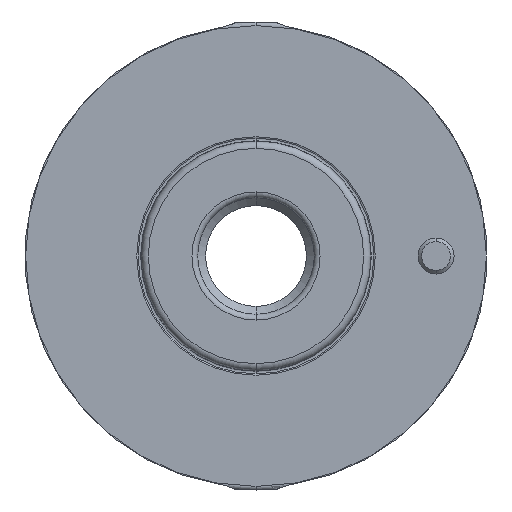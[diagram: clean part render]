
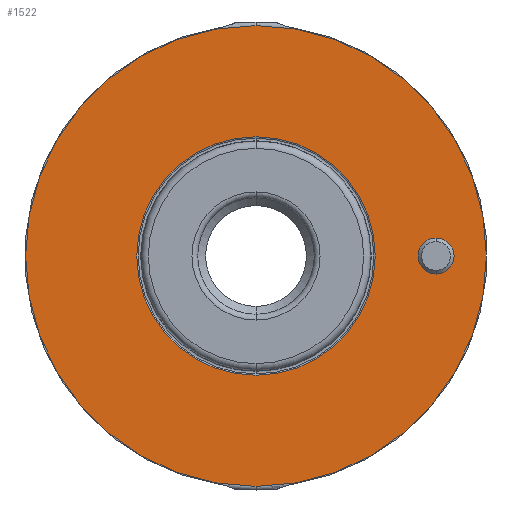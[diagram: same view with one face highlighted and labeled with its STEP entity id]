
A CAD part, front view. The second image highlights one B-rep face of the part: STEP entity #1522.
In plain terms, the highlighted planar face has unit normal (0, -1, 0).
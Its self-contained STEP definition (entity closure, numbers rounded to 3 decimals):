
#12 = CIRCLE ( 'NONE', #297, 16.563 ) ;
#170 = DIRECTION ( 'NONE',  ( 0., 0., 1. ) ) ;
#197 = AXIS2_PLACEMENT_3D ( 'NONE', #2068, #1278, #818 ) ;
#228 = ORIENTED_EDGE ( 'NONE', *, *, #2462, .F. ) ;
#282 = DIRECTION ( 'NONE',  ( 0., 0., 1. ) ) ;
#291 = VERTEX_POINT ( 'NONE', #2560 ) ;
#297 = AXIS2_PLACEMENT_3D ( 'NONE', #497, #301, #282 ) ;
#301 = DIRECTION ( 'NONE',  ( 0., 1., 0. ) ) ;
#337 = FACE_BOUND ( 'NONE', #912, .T. ) ;
#348 = EDGE_LOOP ( 'NONE', ( #228, #813 ) ) ;
#444 = DIRECTION ( 'NONE',  ( 0., 0., 1. ) ) ;
#470 = ORIENTED_EDGE ( 'NONE', *, *, #1024, .T. ) ;
#495 = AXIS2_PLACEMENT_3D ( 'NONE', #2365, #2152, #444 ) ;
#497 = CARTESIAN_POINT ( 'NONE',  ( 0., 24.8, 0. ) ) ;
#616 = CARTESIAN_POINT ( 'NONE',  ( 25., 24.8, 2.5 ) ) ;
#663 = ORIENTED_EDGE ( 'NONE', *, *, #1643, .T. ) ;
#700 = VERTEX_POINT ( 'NONE', #1555 ) ;
#800 = EDGE_CURVE ( 'NONE', #2565, #906, #1875, .T. ) ;
#813 = ORIENTED_EDGE ( 'NONE', *, *, #2180, .F. ) ;
#818 = DIRECTION ( 'NONE',  ( 0., 0., 1. ) ) ;
#848 = EDGE_LOOP ( 'NONE', ( #2734, #663 ) ) ;
#906 = VERTEX_POINT ( 'NONE', #1640 ) ;
#912 = EDGE_LOOP ( 'NONE', ( #470, #2550 ) ) ;
#1024 = EDGE_CURVE ( 'NONE', #906, #2565, #2605, .T. ) ;
#1026 = AXIS2_PLACEMENT_3D ( 'NONE', #1880, #1027, #1256 ) ;
#1027 = DIRECTION ( 'NONE',  ( 0., 1., 0. ) ) ;
#1073 = DIRECTION ( 'NONE',  ( 0., 1., 0. ) ) ;
#1111 = VERTEX_POINT ( 'NONE', #1346 ) ;
#1132 = DIRECTION ( 'NONE',  ( 0., 0., 1. ) ) ;
#1248 = FACE_OUTER_BOUND ( 'NONE', #348, .T. ) ;
#1256 = DIRECTION ( 'NONE',  ( 0., 0., 1. ) ) ;
#1278 = DIRECTION ( 'NONE',  ( 0., 1., 0. ) ) ;
#1285 = AXIS2_PLACEMENT_3D ( 'NONE', #2296, #2082, #170 ) ;
#1346 = CARTESIAN_POINT ( 'NONE',  ( 0., 24.8, -32. ) ) ;
#1356 = CARTESIAN_POINT ( 'NONE',  ( 0., 24.8, -16.563 ) ) ;
#1426 = PLANE ( 'NONE',  #197 ) ;
#1522 = ADVANCED_FACE ( 'NONE', ( #337, #1248, #1826 ), #1426, .F. ) ;
#1527 = DIRECTION ( 'NONE',  ( 0., 1., 0. ) ) ;
#1555 = CARTESIAN_POINT ( 'NONE',  ( 0., 24.8, 32. ) ) ;
#1557 = CARTESIAN_POINT ( 'NONE',  ( 0., 24.8, 0. ) ) ;
#1636 = VERTEX_POINT ( 'NONE', #1356 ) ;
#1640 = CARTESIAN_POINT ( 'NONE',  ( 25., 24.8, -2.5 ) ) ;
#1643 = EDGE_CURVE ( 'NONE', #291, #1636, #1669, .T. ) ;
#1669 = CIRCLE ( 'NONE', #2388, 16.563 ) ;
#1826 = FACE_BOUND ( 'NONE', #848, .T. ) ;
#1875 = CIRCLE ( 'NONE', #1285, 2.5 ) ;
#1880 = CARTESIAN_POINT ( 'NONE',  ( 0., 24.8, 0. ) ) ;
#1884 = CARTESIAN_POINT ( 'NONE',  ( 0., 24.8, 0. ) ) ;
#1933 = AXIS2_PLACEMENT_3D ( 'NONE', #1884, #1073, #2561 ) ;
#2068 = CARTESIAN_POINT ( 'NONE',  ( 16.563, 24.8, 0. ) ) ;
#2082 = DIRECTION ( 'NONE',  ( 0., 1., 0. ) ) ;
#2132 = CIRCLE ( 'NONE', #1933, 32. ) ;
#2152 = DIRECTION ( 'NONE',  ( 0., 1., 0. ) ) ;
#2180 = EDGE_CURVE ( 'NONE', #1111, #700, #2132, .T. ) ;
#2296 = CARTESIAN_POINT ( 'NONE',  ( 25., 24.8, 0. ) ) ;
#2365 = CARTESIAN_POINT ( 'NONE',  ( 25., 24.8, 0. ) ) ;
#2388 = AXIS2_PLACEMENT_3D ( 'NONE', #1557, #1527, #1132 ) ;
#2391 = CIRCLE ( 'NONE', #1026, 32. ) ;
#2462 = EDGE_CURVE ( 'NONE', #700, #1111, #2391, .T. ) ;
#2550 = ORIENTED_EDGE ( 'NONE', *, *, #800, .T. ) ;
#2560 = CARTESIAN_POINT ( 'NONE',  ( 0., 24.8, 16.563 ) ) ;
#2561 = DIRECTION ( 'NONE',  ( 0., 0., 1. ) ) ;
#2565 = VERTEX_POINT ( 'NONE', #616 ) ;
#2605 = CIRCLE ( 'NONE', #495, 2.5 ) ;
#2734 = ORIENTED_EDGE ( 'NONE', *, *, #2750, .T. ) ;
#2750 = EDGE_CURVE ( 'NONE', #1636, #291, #12, .T. ) ;
